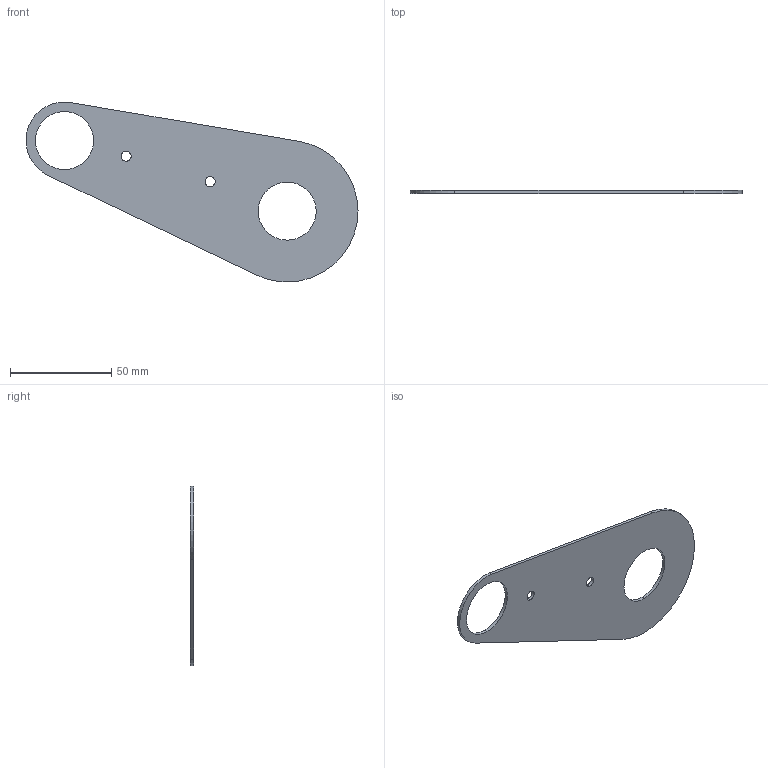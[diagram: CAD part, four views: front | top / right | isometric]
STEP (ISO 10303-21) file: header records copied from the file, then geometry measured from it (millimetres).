
FILE_DESCRIPTION (( 'STEP AP203' ), '1' );
FILE_NAME ('4400-23-P-0714 ( Placa de Policarbonato - 0.0625 in - 4 piezas ).STEP', '2023-04-02T21:13:08', ( '' ), ( '' ), 'SwSTEP 2.0', 'SolidWorks 2022', '' );
FILE_SCHEMA (( 'CONFIG_CONTROL_DESIGN' ));
Length unit declared in the file: inch
Products named in the file (1): 4400-23-P-0714 ( Placa de Policarbonato - 0.0625 in - 4 piezas )
Bounding box: 164.11 x 1.59 x 88.97 mm (x, y, z)
Volume: 11855.1 mm3; surface area: 15910.8 mm2
Topology: 1 solids, 1 shells, 15 faces, 39 edges, 26 vertices
Faces by surface type: cylinder 11, plane 4
Entity records: 570 total; most frequent: DIRECTION 93, CARTESIAN_POINT 81, ORIENTED_EDGE 78, EDGE_CURVE 39, AXIS2_PLACEMENT_3D 38, VERTEX_POINT 26, EDGE_LOOP 23, CIRCLE 22
